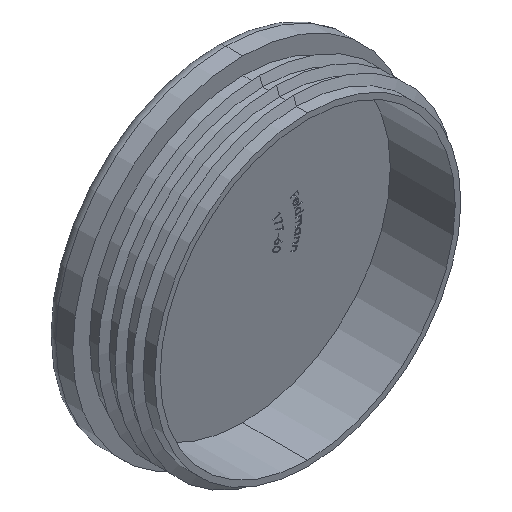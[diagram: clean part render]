
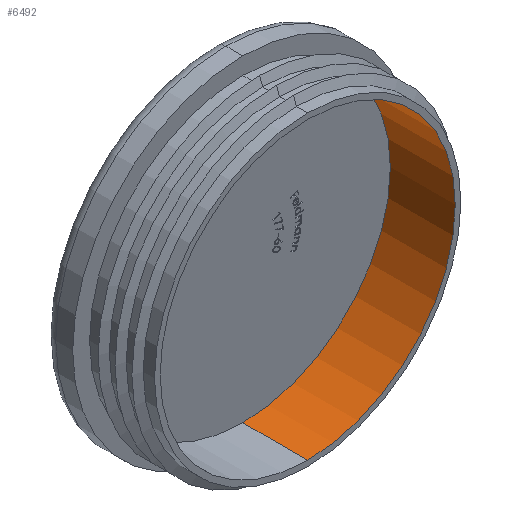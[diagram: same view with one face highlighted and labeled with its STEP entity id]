
A CAD part, isometric view. The second image highlights one B-rep face of the part: STEP entity #6492.
In plain terms, the highlighted cylindrical face has radius 26.15 mm (diameter 52.3 mm), a partial arc.
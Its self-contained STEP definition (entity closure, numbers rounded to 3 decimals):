
#382 = DIRECTION ( 'NONE',  ( 0., 1., 0. ) ) ;
#716 = EDGE_CURVE ( 'NONE', #7359, #8911, #1581, .T. ) ;
#828 = DIRECTION ( 'NONE',  ( 0., 1., 0. ) ) ;
#847 = CARTESIAN_POINT ( 'NONE',  ( 0., -11.5, 26.15 ) ) ;
#1156 = EDGE_CURVE ( 'NONE', #5391, #4953, #5510, .T. ) ;
#1292 = FACE_OUTER_BOUND ( 'NONE', #6929, .T. ) ;
#1581 = CIRCLE ( 'NONE', #7385, 26.15 ) ;
#1819 = CARTESIAN_POINT ( 'NONE',  ( 0., 0., -26.15 ) ) ;
#3327 = DIRECTION ( 'NONE',  ( 0., 1., 0. ) ) ;
#3351 = LINE ( 'NONE', #4462, #6474 ) ;
#4001 = DIRECTION ( 'NONE',  ( 0., 0., 1. ) ) ;
#4036 = LINE ( 'NONE', #4733, #5720 ) ;
#4462 = CARTESIAN_POINT ( 'NONE',  ( 0., -11.5, 26.15 ) ) ;
#4487 = ORIENTED_EDGE ( 'NONE', *, *, #5981, .F. ) ;
#4733 = CARTESIAN_POINT ( 'NONE',  ( 0., -11.5, -26.15 ) ) ;
#4899 = AXIS2_PLACEMENT_3D ( 'NONE', #8966, #382, #4001 ) ;
#4926 = CYLINDRICAL_SURFACE ( 'NONE', #4899, 26.15 ) ;
#4953 = VERTEX_POINT ( 'NONE', #847 ) ;
#5228 = DIRECTION ( 'NONE',  ( 0., 0., -1. ) ) ;
#5235 = DIRECTION ( 'NONE',  ( 0., -1., 0. ) ) ;
#5244 = CARTESIAN_POINT ( 'NONE',  ( 0., -11.5, 0. ) ) ;
#5295 = AXIS2_PLACEMENT_3D ( 'NONE', #5244, #5235, #5228 ) ;
#5391 = VERTEX_POINT ( 'NONE', #8441 ) ;
#5423 = ORIENTED_EDGE ( 'NONE', *, *, #716, .F. ) ;
#5510 = CIRCLE ( 'NONE', #5295, 26.15 ) ;
#5538 = ORIENTED_EDGE ( 'NONE', *, *, #1156, .T. ) ;
#5720 = VECTOR ( 'NONE', #3327, 1000. ) ;
#5981 = EDGE_CURVE ( 'NONE', #5391, #7359, #4036, .T. ) ;
#6428 = CARTESIAN_POINT ( 'NONE',  ( 0., 0., 26.15 ) ) ;
#6474 = VECTOR ( 'NONE', #828, 1000. ) ;
#6492 = ADVANCED_FACE ( 'NONE', ( #1292 ), #4926, .F. ) ;
#6528 = ORIENTED_EDGE ( 'NONE', *, *, #6951, .T. ) ;
#6929 = EDGE_LOOP ( 'NONE', ( #4487, #5538, #6528, #5423 ) ) ;
#6951 = EDGE_CURVE ( 'NONE', #4953, #8911, #3351, .T. ) ;
#7359 = VERTEX_POINT ( 'NONE', #1819 ) ;
#7385 = AXIS2_PLACEMENT_3D ( 'NONE', #7784, #7778, #7773 ) ;
#7773 = DIRECTION ( 'NONE',  ( 0., 0., 1. ) ) ;
#7778 = DIRECTION ( 'NONE',  ( 0., -1., 0. ) ) ;
#7784 = CARTESIAN_POINT ( 'NONE',  ( 0., 0., 0. ) ) ;
#8441 = CARTESIAN_POINT ( 'NONE',  ( 0., -11.5, -26.15 ) ) ;
#8911 = VERTEX_POINT ( 'NONE', #6428 ) ;
#8966 = CARTESIAN_POINT ( 'NONE',  ( 0., -11.5, 0. ) ) ;
